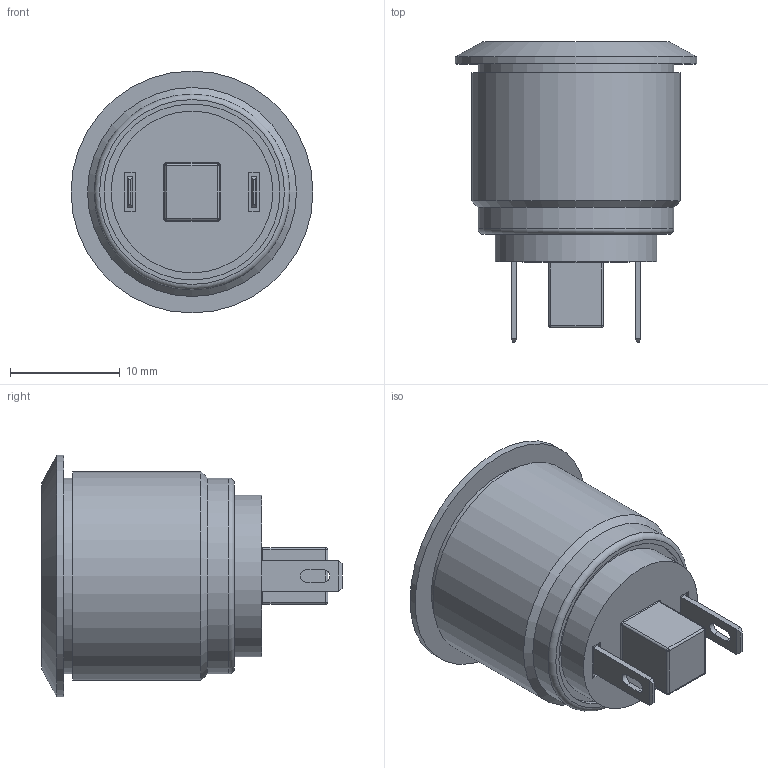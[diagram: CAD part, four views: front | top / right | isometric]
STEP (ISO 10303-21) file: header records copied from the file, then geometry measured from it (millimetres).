
FILE_DESCRIPTION(/* description */ (''),/* implementation_level */ '2;1');
FILE_NAME(/* name */ 'PV1F240xx-M01.stp',/* time_stamp */ '2020-10-27T23:32:46-05:00',/* author */ ('mwilliams'),/* organization */ (''),/* preprocessor_version */ 'ST-DEVELOPER v18',/* originating_system */ 'Autodesk Inventor 2020',/* authorisation */ '');
FILE_SCHEMA (('AUTOMOTIVE_DESIGN { 1 0 10303 214 3 1 1 }'));
Length unit declared in the file: inch
Products named in the file (1): PV1F240SS-M01_Shrinkwrap_1
Bounding box: 22 x 27.3 x 22 mm (x, y, z)
Volume: 3303.8 mm3; surface area: 3572.1 mm2
Topology: 5 solids, 5 shells, 96 faces, 211 edges, 130 vertices
Faces by surface type: plane 57, cylinder 27, torus 6, sphere 4, cone 2
Full cylindrical faces by diameter (mm): 14.7 x1, 14.9 x2, 16 x2, 17.8 x2, 19 x1, 22 x1
Entity records: 2765 total; most frequent: DIRECTION 473, CARTESIAN_POINT 434, ORIENTED_EDGE 414, EDGE_CURVE 207, AXIS2_PLACEMENT_3D 169, LINE 135, VECTOR 135, VERTEX_POINT 130
